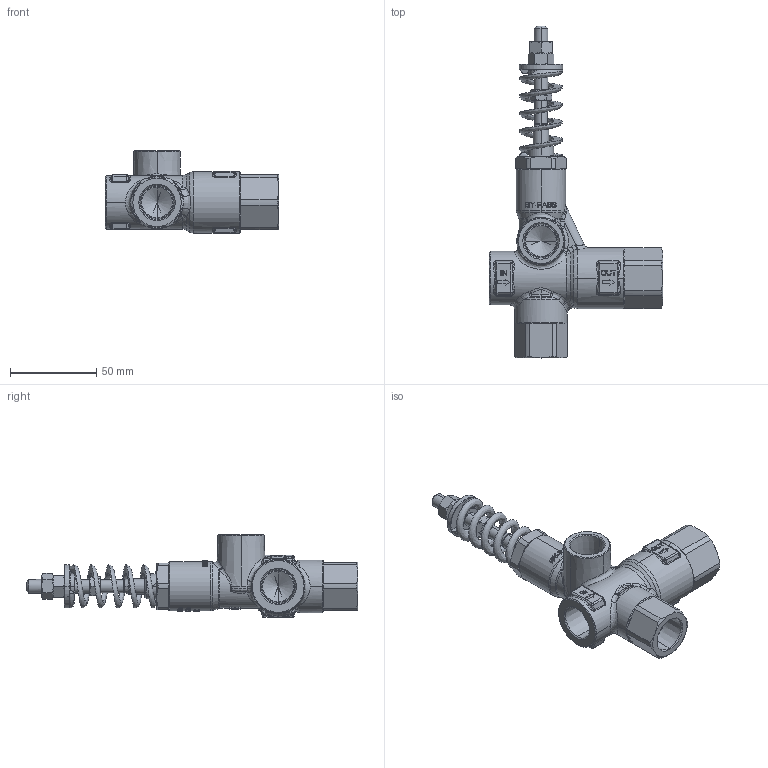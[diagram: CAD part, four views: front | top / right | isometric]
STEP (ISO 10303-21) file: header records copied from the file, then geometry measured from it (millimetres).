
FILE_DESCRIPTION (( 'STEP AP203' ), '1' );
FILE_NAME ('7542.STEP', '2014-06-04T18:11:29', ( 'IT' ), ( 'Microsoft' ), 'SwSTEP 2.0', 'SolidWorks 2014', '' );
FILE_SCHEMA (( 'CONFIG_CONTROL_DESIGN' ));
Length unit declared in the file: inch
Products named in the file (1): 7542
Bounding box: 100.5 x 192.2 x 48 mm (x, y, z)
Volume: 143392.2 mm3; surface area: 36461.7 mm2
Topology: 1 solids, 1 shells, 983 faces, 2488 edges, 1564 vertices
Faces by surface type: plane 355, bspline 349, cylinder 150, cone 129
Entity records: 43661 total; most frequent: CARTESIAN_POINT 23740, ORIENTED_EDGE 4960, DIRECTION 2598, EDGE_CURVE 2480, VERTEX_POINT 1564, B_SPLINE_CURVE_WITH_KNOTS 1295, EDGE_LOOP 1050, FACE_OUTER_BOUND 983
